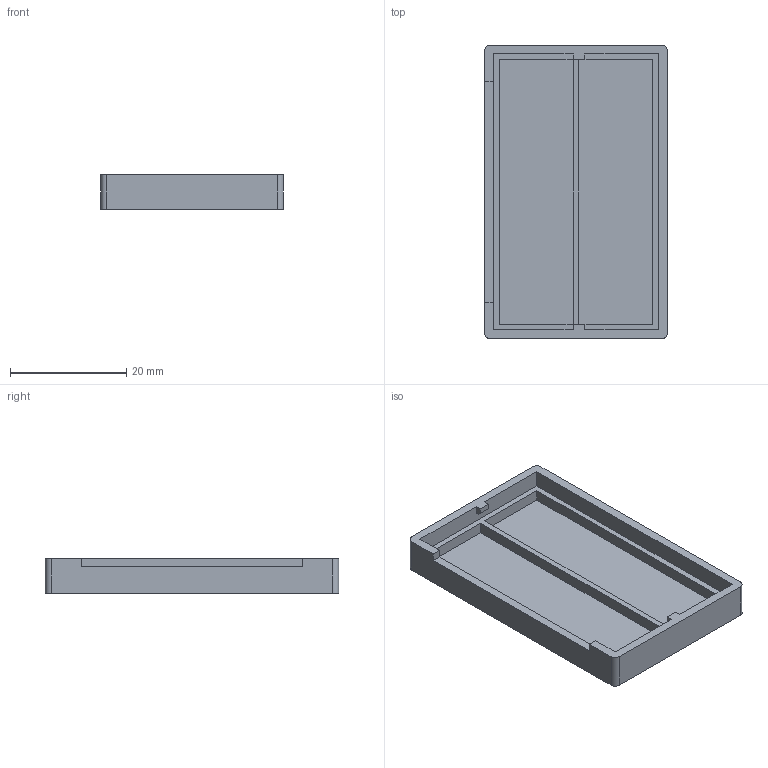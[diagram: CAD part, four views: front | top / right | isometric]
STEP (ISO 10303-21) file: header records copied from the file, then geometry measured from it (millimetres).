
FILE_DESCRIPTION (( 'STEP AP214' ), '1' );
FILE_NAME ('can-db9-board-holder-2.STEP', '2025-11-21T14:38:02', ( '' ), ( '' ), 'SwSTEP 2.0', 'SolidWorks 2025', '' );
FILE_SCHEMA (( 'AUTOMOTIVE_DESIGN' ));
Length unit declared in the file: millimetre
Products named in the file (1): can-db9-board-holder-2
Bounding box: 31.4 x 50.4 x 6 mm (x, y, z)
Volume: 3070.7 mm3; surface area: 4964 mm2
Topology: 1 solids, 1 shells, 38 faces, 102 edges, 68 vertices
Faces by surface type: plane 34, cylinder 4
Entity records: 1197 total; most frequent: CARTESIAN_POINT 209, ORIENTED_EDGE 204, DIRECTION 188, EDGE_CURVE 102, VECTOR 94, LINE 94, VERTEX_POINT 68, AXIS2_PLACEMENT_3D 47
